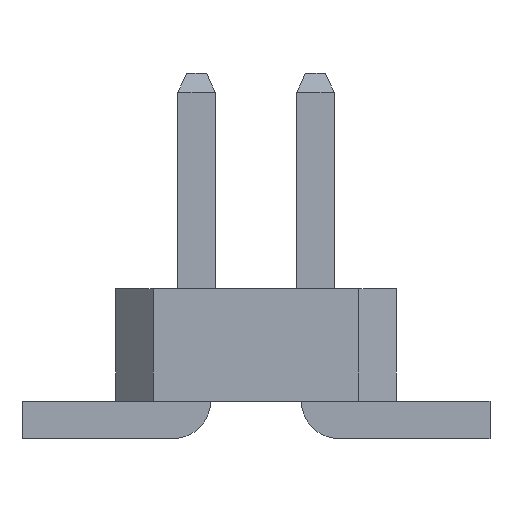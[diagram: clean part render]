
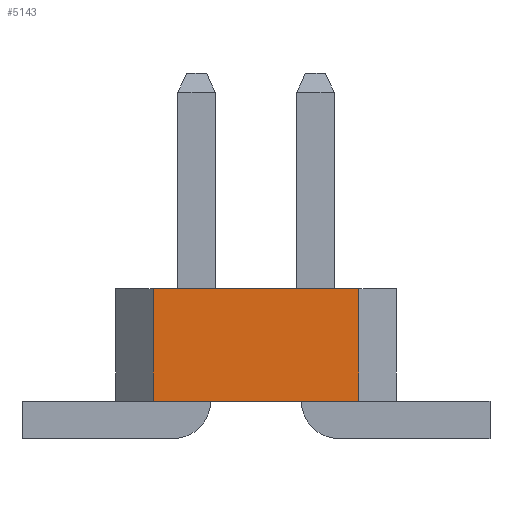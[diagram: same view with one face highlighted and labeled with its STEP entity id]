
A CAD part, left-side view. The second image highlights one B-rep face of the part: STEP entity #5143.
In plain terms, the highlighted planar face has unit normal (-1, 0, 0).
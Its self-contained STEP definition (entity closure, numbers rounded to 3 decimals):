
#198 = CARTESIAN_POINT ( 'NONE',  ( -0.635, 1.1, 1.6 ) ) ;
#212 = VERTEX_POINT ( 'NONE', #990 ) ;
#244 = LINE ( 'NONE', #647, #2341 ) ;
#314 = DIRECTION ( 'NONE',  ( 0., 0., -1. ) ) ;
#647 = CARTESIAN_POINT ( 'NONE',  ( -0.635, 1.1, 1.6 ) ) ;
#713 = CARTESIAN_POINT ( 'NONE',  ( -0.635, 1.1, 0.4 ) ) ;
#917 = ORIENTED_EDGE ( 'NONE', *, *, #4048, .F. ) ;
#982 = EDGE_CURVE ( 'NONE', #2720, #212, #4526, .T. ) ;
#990 = CARTESIAN_POINT ( 'NONE',  ( -0.635, 1.1, 0.4 ) ) ;
#1050 = CARTESIAN_POINT ( 'NONE',  ( -0.635, -1.1, 0.4 ) ) ;
#1161 = EDGE_CURVE ( 'NONE', #3531, #2286, #3868, .T. ) ;
#1499 = EDGE_LOOP ( 'NONE', ( #4995, #2681, #917, #3923 ) ) ;
#1794 = DIRECTION ( 'NONE',  ( 0., 0., -1. ) ) ;
#1881 = DIRECTION ( 'NONE',  ( 0., -1., 0. ) ) ;
#1975 = CARTESIAN_POINT ( 'NONE',  ( -0.635, 1.1, 1.6 ) ) ;
#1998 = CARTESIAN_POINT ( 'NONE',  ( -0.635, -1.1, 1.6 ) ) ;
#2150 = PLANE ( 'NONE',  #4816 ) ;
#2207 = FACE_OUTER_BOUND ( 'NONE', #1499, .T. ) ;
#2286 = VERTEX_POINT ( 'NONE', #1050 ) ;
#2341 = VECTOR ( 'NONE', #1881, 1000. ) ;
#2350 = DIRECTION ( 'NONE',  ( 0., -1., 0. ) ) ;
#2599 = DIRECTION ( 'NONE',  ( 1., 0., 0. ) ) ;
#2681 = ORIENTED_EDGE ( 'NONE', *, *, #1161, .F. ) ;
#2720 = VERTEX_POINT ( 'NONE', #3632 ) ;
#2993 = VECTOR ( 'NONE', #314, 1000. ) ;
#3168 = VECTOR ( 'NONE', #1794, 1000. ) ;
#3459 = CARTESIAN_POINT ( 'NONE',  ( -0.635, -1.1, 1.6 ) ) ;
#3524 = EDGE_CURVE ( 'NONE', #212, #2286, #4437, .T. ) ;
#3531 = VERTEX_POINT ( 'NONE', #1998 ) ;
#3632 = CARTESIAN_POINT ( 'NONE',  ( -0.635, 1.1, 1.6 ) ) ;
#3868 = LINE ( 'NONE', #3459, #3168 ) ;
#3923 = ORIENTED_EDGE ( 'NONE', *, *, #982, .T. ) ;
#4048 = EDGE_CURVE ( 'NONE', #2720, #3531, #244, .T. ) ;
#4344 = VECTOR ( 'NONE', #2350, 1000. ) ;
#4437 = LINE ( 'NONE', #713, #4344 ) ;
#4526 = LINE ( 'NONE', #1975, #2993 ) ;
#4816 = AXIS2_PLACEMENT_3D ( 'NONE', #198, #2599, #5144 ) ;
#4995 = ORIENTED_EDGE ( 'NONE', *, *, #3524, .T. ) ;
#5143 = ADVANCED_FACE ( 'NONE', ( #2207 ), #2150, .F. ) ;
#5144 = DIRECTION ( 'NONE',  ( 0., 1., 0. ) ) ;
